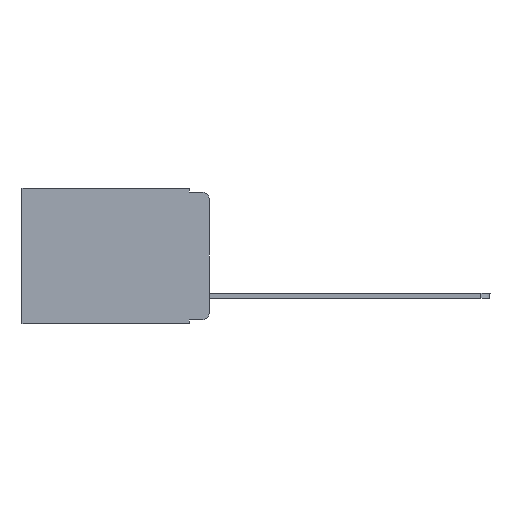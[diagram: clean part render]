
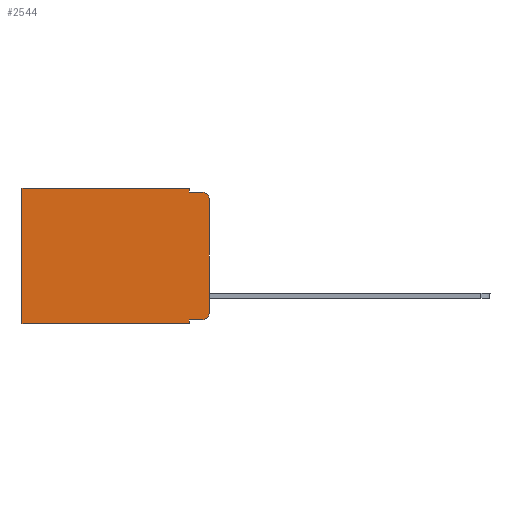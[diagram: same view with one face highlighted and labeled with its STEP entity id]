
A CAD part, left-side view. The second image highlights one B-rep face of the part: STEP entity #2544.
In plain terms, the highlighted planar face has unit normal (-1, 0, 0).
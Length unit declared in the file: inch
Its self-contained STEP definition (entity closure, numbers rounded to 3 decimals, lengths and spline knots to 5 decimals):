
#261 = CARTESIAN_POINT ( 'NONE',  ( 0.298, 0.051, -0.01 ) ) ;
#411 = DIRECTION ( 'NONE',  ( 0., 0., -1. ) ) ;
#470 = VECTOR ( 'NONE', #9845, 39.37008 ) ;
#737 = DIRECTION ( 'NONE',  ( 0., 0., -1. ) ) ;
#1180 = CARTESIAN_POINT ( 'NONE',  ( 0.298, 0.473, 0. ) ) ;
#1641 = CARTESIAN_POINT ( 'NONE',  ( 0.298, 0.051, 0. ) ) ;
#2053 = DIRECTION ( 'NONE',  ( 0., 0., -1. ) ) ;
#2295 = ORIENTED_EDGE ( 'NONE', *, *, #18341, .F. ) ;
#2408 = EDGE_CURVE ( 'NONE', #6788, #16270, #7573, .T. ) ;
#2544 = ADVANCED_FACE ( 'NONE', ( #6348 ), #10730, .F. ) ;
#2605 = ORIENTED_EDGE ( 'NONE', *, *, #2408, .T. ) ;
#2789 = CARTESIAN_POINT ( 'NONE',  ( 0.298, 0.02, -0.333 ) ) ;
#2992 = DIRECTION ( 'NONE',  ( 0., 1., 0. ) ) ;
#3360 = LINE ( 'NONE', #4498, #18357 ) ;
#3414 = ORIENTED_EDGE ( 'NONE', *, *, #5859, .F. ) ;
#3513 = ORIENTED_EDGE ( 'NONE', *, *, #10780, .T. ) ;
#3898 = CARTESIAN_POINT ( 'NONE',  ( 0.298, 0.473, -0.343 ) ) ;
#4126 = EDGE_LOOP ( 'NONE', ( #8743, #15822, #7894, #6407, #3513, #2605, #2295, #3414, #9751, #16293 ) ) ;
#4208 = CIRCLE ( 'NONE', #8166, 0.02 ) ;
#4498 = CARTESIAN_POINT ( 'NONE',  ( 0.298, 0.051, 0. ) ) ;
#4694 = LINE ( 'NONE', #1641, #5346 ) ;
#4972 = EDGE_CURVE ( 'NONE', #11770, #15171, #9206, .T. ) ;
#5291 = VERTEX_POINT ( 'NONE', #12817 ) ;
#5346 = VECTOR ( 'NONE', #411, 39.37008 ) ;
#5781 = VERTEX_POINT ( 'NONE', #7351 ) ;
#5859 = EDGE_CURVE ( 'NONE', #18616, #14501, #3360, .T. ) ;
#5861 = DIRECTION ( 'NONE',  ( 0., -1., 0. ) ) ;
#5866 = VECTOR ( 'NONE', #16343, 39.37008 ) ;
#6264 = EDGE_CURVE ( 'NONE', #8498, #5291, #16256, .T. ) ;
#6348 = FACE_OUTER_BOUND ( 'NONE', #4126, .T. ) ;
#6407 = ORIENTED_EDGE ( 'NONE', *, *, #12893, .F. ) ;
#6721 = DIRECTION ( 'NONE',  ( 1., 0., 0. ) ) ;
#6788 = VERTEX_POINT ( 'NONE', #1180 ) ;
#6797 = LINE ( 'NONE', #8033, #470 ) ;
#6872 = CARTESIAN_POINT ( 'NONE',  ( 0.298, 0.02, -0.03 ) ) ;
#7197 = EDGE_CURVE ( 'NONE', #5781, #15171, #4208, .T. ) ;
#7351 = CARTESIAN_POINT ( 'NONE',  ( 0.298, 0., -0.03 ) ) ;
#7482 = DIRECTION ( 'NONE',  ( 0., 0., -1. ) ) ;
#7573 = LINE ( 'NONE', #16335, #13996 ) ;
#7894 = ORIENTED_EDGE ( 'NONE', *, *, #4972, .F. ) ;
#8033 = CARTESIAN_POINT ( 'NONE',  ( 0.298, 0., 0. ) ) ;
#8090 = CARTESIAN_POINT ( 'NONE',  ( 0.298, 0.051, -0.333 ) ) ;
#8166 = AXIS2_PLACEMENT_3D ( 'NONE', #6872, #18776, #14208 ) ;
#8498 = VERTEX_POINT ( 'NONE', #2789 ) ;
#8721 = CARTESIAN_POINT ( 'NONE',  ( 0.298, 0.051, -0.333 ) ) ;
#8743 = ORIENTED_EDGE ( 'NONE', *, *, #14016, .F. ) ;
#9206 = LINE ( 'NONE', #261, #5866 ) ;
#9267 = AXIS2_PLACEMENT_3D ( 'NONE', #15216, #13788, #737 ) ;
#9392 = CARTESIAN_POINT ( 'NONE',  ( 0.298, 0., 0. ) ) ;
#9751 = ORIENTED_EDGE ( 'NONE', *, *, #12360, .T. ) ;
#9845 = DIRECTION ( 'NONE',  ( 0., 0., -1. ) ) ;
#9931 = VERTEX_POINT ( 'NONE', #15340 ) ;
#9964 = LINE ( 'NONE', #8721, #11118 ) ;
#10730 = PLANE ( 'NONE',  #14303 ) ;
#10780 = EDGE_CURVE ( 'NONE', #9931, #6788, #11894, .T. ) ;
#11118 = VECTOR ( 'NONE', #5861, 39.37008 ) ;
#11770 = VERTEX_POINT ( 'NONE', #18641 ) ;
#11894 = LINE ( 'NONE', #12261, #16888 ) ;
#12261 = CARTESIAN_POINT ( 'NONE',  ( 0.298, 0., 0. ) ) ;
#12360 = EDGE_CURVE ( 'NONE', #18616, #8498, #9964, .T. ) ;
#12817 = CARTESIAN_POINT ( 'NONE',  ( 0.298, 0., -0.313 ) ) ;
#12893 = EDGE_CURVE ( 'NONE', #9931, #11770, #4694, .T. ) ;
#12989 = VECTOR ( 'NONE', #2992, 39.37008 ) ;
#13088 = CARTESIAN_POINT ( 'NONE',  ( 0.298, 0., -0.343 ) ) ;
#13788 = DIRECTION ( 'NONE',  ( -1., 0., 0. ) ) ;
#13996 = VECTOR ( 'NONE', #7482, 39.37008 ) ;
#14016 = EDGE_CURVE ( 'NONE', #5781, #5291, #6797, .T. ) ;
#14208 = DIRECTION ( 'NONE',  ( 0., 0., -1. ) ) ;
#14303 = AXIS2_PLACEMENT_3D ( 'NONE', #9392, #6721, #2053 ) ;
#14501 = VERTEX_POINT ( 'NONE', #16584 ) ;
#14931 = DIRECTION ( 'NONE',  ( 0., 1., 0. ) ) ;
#15171 = VERTEX_POINT ( 'NONE', #18643 ) ;
#15216 = CARTESIAN_POINT ( 'NONE',  ( 0.298, 0.02, -0.313 ) ) ;
#15340 = CARTESIAN_POINT ( 'NONE',  ( 0.298, 0.051, 0. ) ) ;
#15822 = ORIENTED_EDGE ( 'NONE', *, *, #7197, .T. ) ;
#16024 = LINE ( 'NONE', #13088, #12989 ) ;
#16256 = CIRCLE ( 'NONE', #9267, 0.02 ) ;
#16270 = VERTEX_POINT ( 'NONE', #3898 ) ;
#16293 = ORIENTED_EDGE ( 'NONE', *, *, #6264, .T. ) ;
#16335 = CARTESIAN_POINT ( 'NONE',  ( 0.298, 0.473, 0. ) ) ;
#16343 = DIRECTION ( 'NONE',  ( 0., -1., 0. ) ) ;
#16584 = CARTESIAN_POINT ( 'NONE',  ( 0.298, 0.051, -0.343 ) ) ;
#16888 = VECTOR ( 'NONE', #14931, 39.37008 ) ;
#17439 = DIRECTION ( 'NONE',  ( 0., 0., -1. ) ) ;
#18341 = EDGE_CURVE ( 'NONE', #14501, #16270, #16024, .T. ) ;
#18357 = VECTOR ( 'NONE', #17439, 39.37008 ) ;
#18616 = VERTEX_POINT ( 'NONE', #8090 ) ;
#18641 = CARTESIAN_POINT ( 'NONE',  ( 0.298, 0.051, -0.01 ) ) ;
#18643 = CARTESIAN_POINT ( 'NONE',  ( 0.298, 0.02, -0.01 ) ) ;
#18776 = DIRECTION ( 'NONE',  ( -1., 0., 0. ) ) ;
